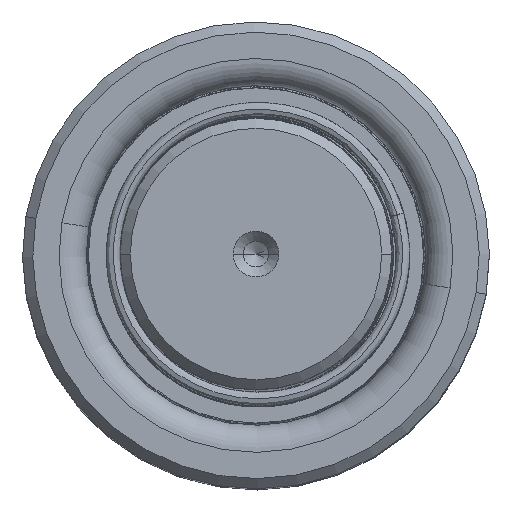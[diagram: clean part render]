
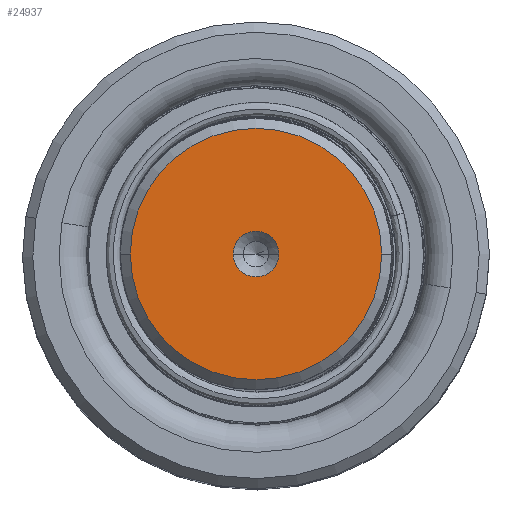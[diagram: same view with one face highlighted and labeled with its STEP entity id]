
A CAD part, top view. The second image highlights one B-rep face of the part: STEP entity #24937.
In plain terms, the highlighted planar face has unit normal (0, 0, 1).
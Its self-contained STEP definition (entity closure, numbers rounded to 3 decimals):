
#1086 = EDGE_LOOP ( 'NONE', ( #3804, #8664 ) ) ;
#2090 = CARTESIAN_POINT ( 'NONE',  ( 0., 0., 170. ) ) ;
#2111 = CIRCLE ( 'NONE', #35507, 14.811 ) ;
#2312 = DIRECTION ( 'NONE',  ( 1., 0., 0. ) ) ;
#3504 = CARTESIAN_POINT ( 'NONE',  ( 14.811, 0., 170. ) ) ;
#3804 = ORIENTED_EDGE ( 'NONE', *, *, #14142, .F. ) ;
#8664 = ORIENTED_EDGE ( 'NONE', *, *, #39695, .F. ) ;
#9407 = VERTEX_POINT ( 'NONE', #32745 ) ;
#10435 = ORIENTED_EDGE ( 'NONE', *, *, #39789, .T. ) ;
#12810 = VERTEX_POINT ( 'NONE', #26422 ) ;
#13896 = CARTESIAN_POINT ( 'NONE',  ( 0., 0., 170. ) ) ;
#14142 = EDGE_CURVE ( 'NONE', #28539, #9407, #43625, .T. ) ;
#15628 = DIRECTION ( 'NONE',  ( 1., 0., 0. ) ) ;
#18153 = VERTEX_POINT ( 'NONE', #3504 ) ;
#20944 = CIRCLE ( 'NONE', #56915, 14.811 ) ;
#24937 = ADVANCED_FACE ( 'NONE', ( #44317, #42896 ), #50329, .T. ) ;
#26422 = CARTESIAN_POINT ( 'NONE',  ( -14.811, 0., 170. ) ) ;
#27279 = CIRCLE ( 'NONE', #34780, 2.7 ) ;
#27894 = DIRECTION ( 'NONE',  ( 0., 0., 1. ) ) ;
#28539 = VERTEX_POINT ( 'NONE', #42465 ) ;
#32745 = CARTESIAN_POINT ( 'NONE',  ( -2.7, 0., 170. ) ) ;
#34780 = AXIS2_PLACEMENT_3D ( 'NONE', #13896, #27894, #45351 ) ;
#35507 = AXIS2_PLACEMENT_3D ( 'NONE', #42589, #51789, #2312 ) ;
#36582 = EDGE_LOOP ( 'NONE', ( #48851, #10435 ) ) ;
#39695 = EDGE_CURVE ( 'NONE', #9407, #28539, #27279, .T. ) ;
#39789 = EDGE_CURVE ( 'NONE', #18153, #12810, #20944, .T. ) ;
#41410 = DIRECTION ( 'NONE',  ( 1., 0., 0. ) ) ;
#42465 = CARTESIAN_POINT ( 'NONE',  ( 2.7, 0., 170. ) ) ;
#42568 = DIRECTION ( 'NONE',  ( 0., 0., 1. ) ) ;
#42589 = CARTESIAN_POINT ( 'NONE',  ( 0., 0., 170. ) ) ;
#42896 = FACE_OUTER_BOUND ( 'NONE', #36582, .T. ) ;
#43144 = AXIS2_PLACEMENT_3D ( 'NONE', #54944, #50623, #41410 ) ;
#43625 = CIRCLE ( 'NONE', #43144, 2.7 ) ;
#44317 = FACE_BOUND ( 'NONE', #1086, .T. ) ;
#44771 = AXIS2_PLACEMENT_3D ( 'NONE', #50713, #54630, #54824 ) ;
#45351 = DIRECTION ( 'NONE',  ( 1., 0., 0. ) ) ;
#48851 = ORIENTED_EDGE ( 'NONE', *, *, #52025, .T. ) ;
#50329 = PLANE ( 'NONE',  #44771 ) ;
#50623 = DIRECTION ( 'NONE',  ( 0., 0., 1. ) ) ;
#50713 = CARTESIAN_POINT ( 'NONE',  ( 0., 0., 170. ) ) ;
#51789 = DIRECTION ( 'NONE',  ( 0., 0., 1. ) ) ;
#52025 = EDGE_CURVE ( 'NONE', #12810, #18153, #2111, .T. ) ;
#54630 = DIRECTION ( 'NONE',  ( 0., 0., 1. ) ) ;
#54824 = DIRECTION ( 'NONE',  ( 1., 0., 0. ) ) ;
#54944 = CARTESIAN_POINT ( 'NONE',  ( 0., 0., 170. ) ) ;
#56915 = AXIS2_PLACEMENT_3D ( 'NONE', #2090, #42568, #15628 ) ;
